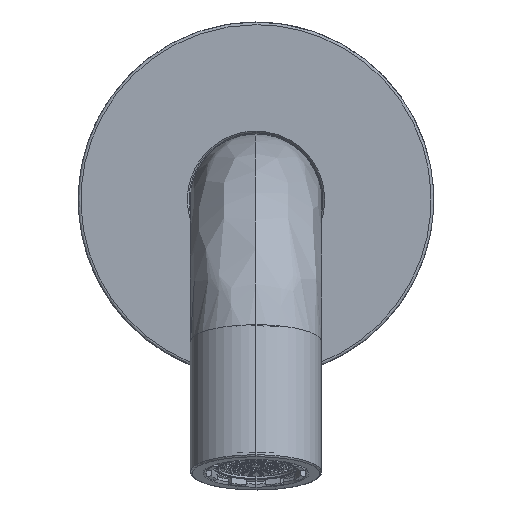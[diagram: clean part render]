
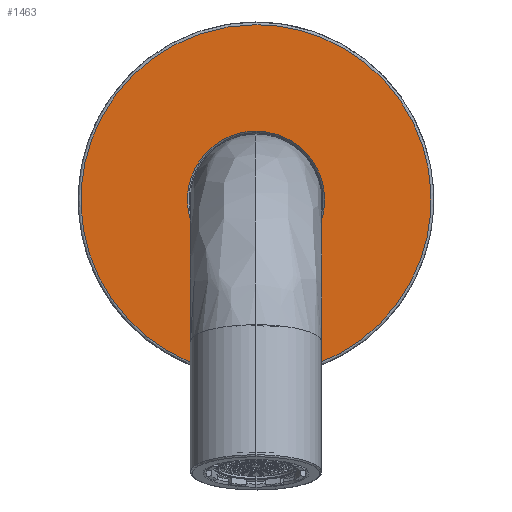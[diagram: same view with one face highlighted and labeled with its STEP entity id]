
A CAD part, front view. The second image highlights one B-rep face of the part: STEP entity #1463.
In plain terms, the highlighted face is planar.
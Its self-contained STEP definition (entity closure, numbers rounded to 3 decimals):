
#297=FACE_BOUND('',#4132,.T.);
#1463=ADVANCED_FACE('',(#2683,#297),#18681,.T.);
#2683=FACE_OUTER_BOUND('',#4131,.T.);
#4131=EDGE_LOOP('',(#9629,#9630));
#4132=EDGE_LOOP('',(#9631,#9632));
#9629=ORIENTED_EDGE('',*,*,#12612,.T.);
#9630=ORIENTED_EDGE('',*,*,#12620,.T.);
#9631=ORIENTED_EDGE('',*,*,#12662,.T.);
#9632=ORIENTED_EDGE('',*,*,#12659,.T.);
#12612=EDGE_CURVE('',#17389,#17390,#13186,.T.);
#12620=EDGE_CURVE('',#17390,#17389,#13192,.T.);
#12659=EDGE_CURVE('',#17391,#17392,#13217,.T.);
#12662=EDGE_CURVE('',#17392,#17391,#13218,.T.);
#13186=(
BOUNDED_CURVE()
B_SPLINE_CURVE(2,(#35952,#35953,#35954,#35955,#35956),.UNSPECIFIED.,.F.,
 .F.)
B_SPLINE_CURVE_WITH_KNOTS((3,2,3),(0.,50.265,100.531),
 .UNSPECIFIED.)
CURVE()
GEOMETRIC_REPRESENTATION_ITEM()
RATIONAL_B_SPLINE_CURVE((1.,0.707,1.,0.707,1.))
REPRESENTATION_ITEM('')
);
#13192=(
BOUNDED_CURVE()
B_SPLINE_CURVE(2,(#35984,#35985,#35986,#35987,#35988),.UNSPECIFIED.,.F.,
 .F.)
B_SPLINE_CURVE_WITH_KNOTS((3,2,3),(0.,50.265,100.531),
 .UNSPECIFIED.)
CURVE()
GEOMETRIC_REPRESENTATION_ITEM()
RATIONAL_B_SPLINE_CURVE((1.,0.707,1.,0.707,1.))
REPRESENTATION_ITEM('')
);
#13217=(
BOUNDED_CURVE()
B_SPLINE_CURVE(2,(#36137,#36138,#36139,#36140,#36141),.UNSPECIFIED.,.F.,
 .F.)
B_SPLINE_CURVE_WITH_KNOTS((3,2,3),(0.,19.713,39.427),
 .UNSPECIFIED.)
CURVE()
GEOMETRIC_REPRESENTATION_ITEM()
RATIONAL_B_SPLINE_CURVE((1.,0.707,1.,0.707,1.))
REPRESENTATION_ITEM('')
);
#13218=(
BOUNDED_CURVE()
B_SPLINE_CURVE(2,(#36146,#36147,#36148,#36149,#36150),.UNSPECIFIED.,.F.,
 .F.)
B_SPLINE_CURVE_WITH_KNOTS((3,2,3),(0.,19.713,39.427),
 .UNSPECIFIED.)
CURVE()
GEOMETRIC_REPRESENTATION_ITEM()
RATIONAL_B_SPLINE_CURVE((1.,0.707,1.,0.707,1.))
REPRESENTATION_ITEM('')
);
#17389=VERTEX_POINT('',#35913);
#17390=VERTEX_POINT('',#35914);
#17391=VERTEX_POINT('',#35915);
#17392=VERTEX_POINT('',#35916);
#18681=PLANE('',#19940);
#19940=AXIS2_PLACEMENT_3D('',#35691,#21135,$);
#21135=DIRECTION('',(0.,0.,-1.));
#35691=CARTESIAN_POINT('',(-38.52,38.52,-5.));
#35913=CARTESIAN_POINT('',(-32.,0.,-5.));
#35914=CARTESIAN_POINT('',(32.,0.,-5.));
#35915=CARTESIAN_POINT('',(12.55,0.,-5.));
#35916=CARTESIAN_POINT('',(-12.55,0.,-5.));
#35952=CARTESIAN_POINT('',(-32.,0.,-5.));
#35953=CARTESIAN_POINT('',(-32.,32.,-5.));
#35954=CARTESIAN_POINT('',(0.,32.,-5.));
#35955=CARTESIAN_POINT('',(32.,32.,-5.));
#35956=CARTESIAN_POINT('',(32.,0.,-5.));
#35984=CARTESIAN_POINT('',(32.,0.,-5.));
#35985=CARTESIAN_POINT('',(32.,-32.,-5.));
#35986=CARTESIAN_POINT('',(0.,-32.,-5.));
#35987=CARTESIAN_POINT('',(-32.,-32.,-5.));
#35988=CARTESIAN_POINT('',(-32.,0.,-5.));
#36137=CARTESIAN_POINT('',(12.55,0.,-5.));
#36138=CARTESIAN_POINT('',(12.55,12.55,-5.));
#36139=CARTESIAN_POINT('',(0.,12.55,-5.));
#36140=CARTESIAN_POINT('',(-12.55,12.55,-5.));
#36141=CARTESIAN_POINT('',(-12.55,0.,-5.));
#36146=CARTESIAN_POINT('',(-12.55,0.,-5.));
#36147=CARTESIAN_POINT('',(-12.55,-12.55,-5.));
#36148=CARTESIAN_POINT('',(0.,-12.55,-5.));
#36149=CARTESIAN_POINT('',(12.55,-12.55,-5.));
#36150=CARTESIAN_POINT('',(12.55,0.,-5.));
